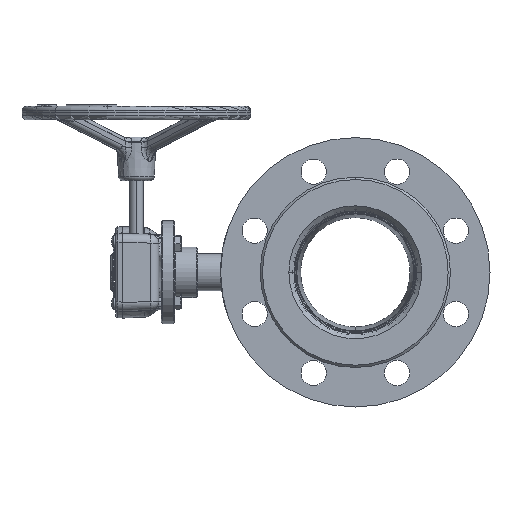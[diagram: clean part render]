
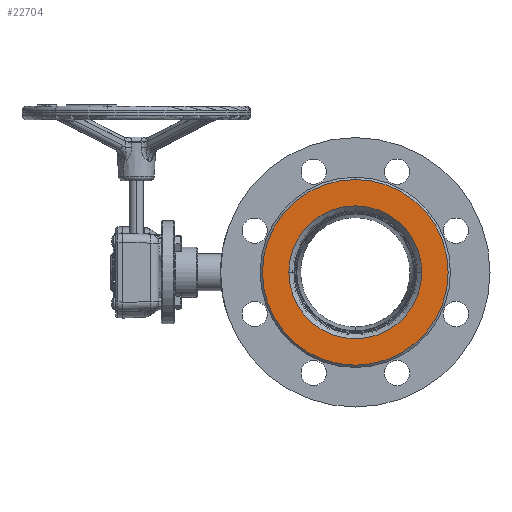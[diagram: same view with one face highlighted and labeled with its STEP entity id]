
A CAD part, left-side view. The second image highlights one B-rep face of the part: STEP entity #22704.
In plain terms, the highlighted planar face has unit normal (-1, 0, 0).
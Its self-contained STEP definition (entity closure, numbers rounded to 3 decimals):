
#911 = CIRCLE ( 'NONE', #21347, 81. ) ;
#3648 = CARTESIAN_POINT ( 'NONE',  ( -175., 71.142, -81. ) ) ;
#3977 = DIRECTION ( 'NONE',  ( -1., 0., 0. ) ) ;
#5083 = DIRECTION ( 'NONE',  ( 0., 0., -1. ) ) ;
#5619 = AXIS2_PLACEMENT_3D ( 'NONE', #9883, #29371, #5083 ) ;
#6733 = DIRECTION ( 'NONE',  ( 0., 0., 1. ) ) ;
#7771 = ORIENTED_EDGE ( 'NONE', *, *, #8146, .F. ) ;
#8146 = EDGE_CURVE ( 'NONE', #25925, #40478, #45592, .T. ) ;
#9883 = CARTESIAN_POINT ( 'NONE',  ( -175., 129.142, 0. ) ) ;
#11796 = AXIS2_PLACEMENT_3D ( 'NONE', #18701, #3977, #27627 ) ;
#12415 = DIRECTION ( 'NONE',  ( -1., 0., 0. ) ) ;
#13462 = VERTEX_POINT ( 'NONE', #3648 ) ;
#18701 = CARTESIAN_POINT ( 'NONE',  ( -175., 71.142, 0. ) ) ;
#20137 = AXIS2_PLACEMENT_3D ( 'NONE', #36745, #22686, #6733 ) ;
#21158 = ORIENTED_EDGE ( 'NONE', *, *, #55987, .T. ) ;
#21347 = AXIS2_PLACEMENT_3D ( 'NONE', #27107, #12415, #61658 ) ;
#22686 = DIRECTION ( 'NONE',  ( -1., 0., 0. ) ) ;
#22704 = ADVANCED_FACE ( 'NONE', ( #24266, #63302 ), #39573, .F. ) ;
#23857 = CARTESIAN_POINT ( 'NONE',  ( -175., 71.142, -58. ) ) ;
#24266 = FACE_BOUND ( 'NONE', #33413, .T. ) ;
#25925 = VERTEX_POINT ( 'NONE', #23857 ) ;
#26503 = AXIS2_PLACEMENT_3D ( 'NONE', #36876, #60915, #56405 ) ;
#27107 = CARTESIAN_POINT ( 'NONE',  ( -175., 71.142, 0. ) ) ;
#27253 = EDGE_CURVE ( 'NONE', #34221, #13462, #911, .T. ) ;
#27627 = DIRECTION ( 'NONE',  ( 0., 0., 1. ) ) ;
#28985 = CARTESIAN_POINT ( 'NONE',  ( -175., 71.142, 58. ) ) ;
#29371 = DIRECTION ( 'NONE',  ( 1., 0., 0. ) ) ;
#33413 = EDGE_LOOP ( 'NONE', ( #36854, #7771 ) ) ;
#34221 = VERTEX_POINT ( 'NONE', #54606 ) ;
#35291 = CIRCLE ( 'NONE', #11796, 58. ) ;
#36745 = CARTESIAN_POINT ( 'NONE',  ( -175., 71.142, 0. ) ) ;
#36854 = ORIENTED_EDGE ( 'NONE', *, *, #46160, .F. ) ;
#36876 = CARTESIAN_POINT ( 'NONE',  ( -175., 71.142, 0. ) ) ;
#39573 = PLANE ( 'NONE',  #5619 ) ;
#40478 = VERTEX_POINT ( 'NONE', #28985 ) ;
#43473 = EDGE_LOOP ( 'NONE', ( #21158, #50752 ) ) ;
#45592 = CIRCLE ( 'NONE', #20137, 58. ) ;
#46160 = EDGE_CURVE ( 'NONE', #40478, #25925, #35291, .T. ) ;
#50752 = ORIENTED_EDGE ( 'NONE', *, *, #27253, .T. ) ;
#54606 = CARTESIAN_POINT ( 'NONE',  ( -175., 71.142, 81. ) ) ;
#55135 = CIRCLE ( 'NONE', #26503, 81. ) ;
#55987 = EDGE_CURVE ( 'NONE', #13462, #34221, #55135, .T. ) ;
#56405 = DIRECTION ( 'NONE',  ( 0., 0., 1. ) ) ;
#60915 = DIRECTION ( 'NONE',  ( -1., 0., 0. ) ) ;
#61658 = DIRECTION ( 'NONE',  ( 0., 0., 1. ) ) ;
#63302 = FACE_OUTER_BOUND ( 'NONE', #43473, .T. ) ;
